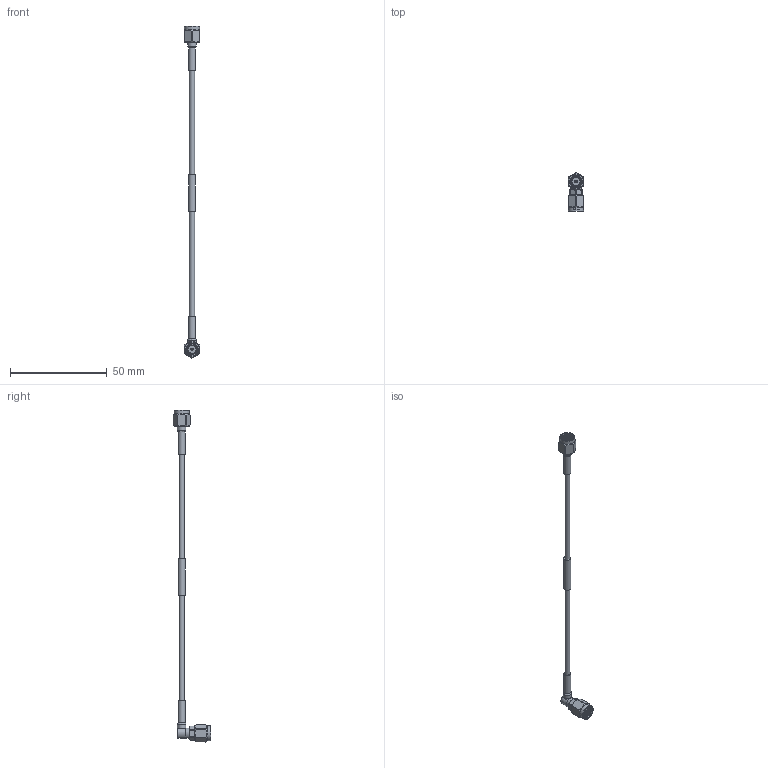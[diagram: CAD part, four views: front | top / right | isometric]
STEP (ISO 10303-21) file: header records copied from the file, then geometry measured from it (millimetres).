
FILE_DESCRIPTION (( 'STEP AP203' ), '1' );
FILE_NAME ('PE3CA1040_3D.step', '2020-08-12T14:51:59', ( '' ), ( '' ), 'SwSTEP 2.0', 'SolidWorks 2018', '' );
FILE_SCHEMA (( 'CONFIG_CONTROL_DESIGN' ));
Length unit declared in the file: inch
Products named in the file (5): PE-086 FLEX^PE3CA1040_PE-P086; SMA Male -PE-086FLEX^PE3CA1040; PE3CA1040_3D; Label^PE3CA1040; SMA Male RA-PE-086FLEX^PE3CA1040
Assembly tree (4 placements, depth 2):
  PE3CA1040_3D
    PE-086 FLEX^PE3CA1040_PE-P086
    SMA Male -PE-086FLEX^PE3CA1040
    SMA Male RA-PE-086FLEX^PE3CA1040
    Label^PE3CA1040
Bounding box: 7.94 x 19.61 x 171.35 mm (x, y, z)
Volume: 2102.8 mm3; surface area: 2865.6 mm2
Topology: 4 solids, 6 shells, 125 faces, 308 edges, 210 vertices
Faces by surface type: cylinder 54, plane 44, cone 17, bspline 10
Full cylindrical faces by diameter (mm): 0.94 x2, 1.194 x2, 2.642 x3, 3.404 x2, 3.607 x3, 4.42 x2, 4.445 x2, 5.334 x3, 6.35 x12, 7.762 x2
Entity records: 8025 total; most frequent: CARTESIAN_POINT 5092, ORIENTED_EDGE 500, DIRECTION 450, EDGE_CURVE 250, AXIS2_PLACEMENT_3D 204, VERTEX_POINT 200, EDGE_LOOP 164, FACE_OUTER_BOUND 140
